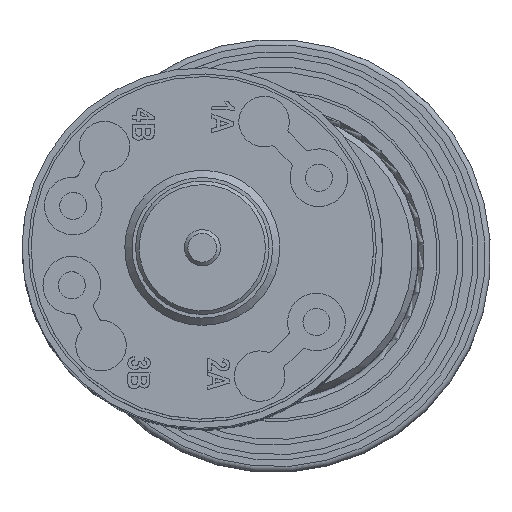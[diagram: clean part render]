
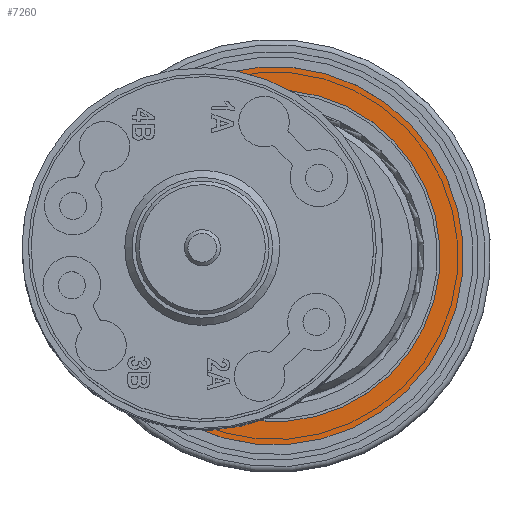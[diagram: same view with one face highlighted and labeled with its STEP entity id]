
A CAD part, top view. The second image highlights one B-rep face of the part: STEP entity #7260.
In plain terms, the highlighted planar face has unit normal (0, 0, 1).
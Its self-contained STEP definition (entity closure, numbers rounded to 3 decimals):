
#887=PLANE('',#7864);
#1124=FACE_BOUND('',#2035,.T.);
#1520=FACE_OUTER_BOUND('',#2034,.T.);
#2034=EDGE_LOOP('',(#4938));
#2035=EDGE_LOOP('',(#4939));
#2710=CIRCLE('',#7863,4.6);
#2711=CIRCLE('',#7865,5.245);
#3175=VERTEX_POINT('',#11034);
#3176=VERTEX_POINT('',#11037);
#3865=EDGE_CURVE('',#3175,#3175,#2710,.T.);
#3866=EDGE_CURVE('',#3176,#3176,#2711,.T.);
#4938=ORIENTED_EDGE('',*,*,#3866,.F.);
#4939=ORIENTED_EDGE('',*,*,#3865,.T.);
#7260=ADVANCED_FACE('',(#1520,#1124),#887,.T.);
#7863=AXIS2_PLACEMENT_3D('',#11035,#9012,#9013);
#7864=AXIS2_PLACEMENT_3D('',#11036,#9014,#9015);
#7865=AXIS2_PLACEMENT_3D('',#11038,#9016,#9017);
#9012=DIRECTION('center_axis',(0.,0.,
-1.));
#9013=DIRECTION('ref_axis',(0.099,0.995,0.));
#9014=DIRECTION('center_axis',(0.,0.,
1.));
#9015=DIRECTION('ref_axis',(-0.099,-0.995,0.));
#9016=DIRECTION('center_axis',(0.,0.,
-1.));
#9017=DIRECTION('ref_axis',(0.099,0.995,0.));
#11034=CARTESIAN_POINT('',(2.45,4.421,-4.99));
#11035=CARTESIAN_POINT('Origin',(1.994,-0.156,-4.99));
#11036=CARTESIAN_POINT('Origin',(2.482,4.742,-4.99));
#11037=CARTESIAN_POINT('',(2.514,5.063,-4.99));
#11038=CARTESIAN_POINT('Origin',(1.994,-0.156,-4.99));
